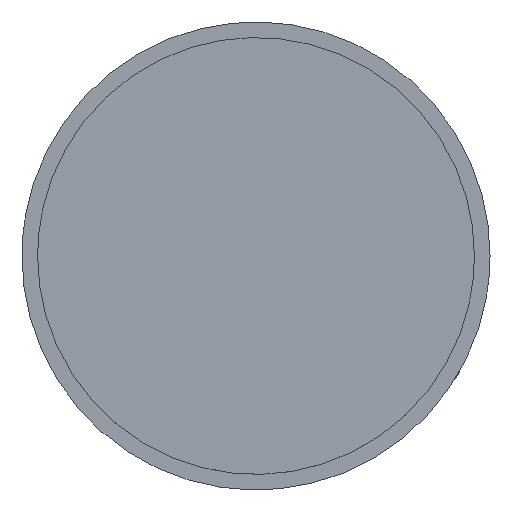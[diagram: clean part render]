
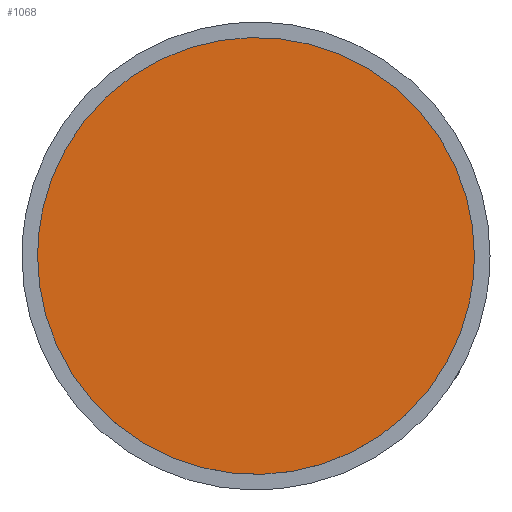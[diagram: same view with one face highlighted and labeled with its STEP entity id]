
A CAD part, top view. The second image highlights one B-rep face of the part: STEP entity #1068.
In plain terms, the highlighted planar face has unit normal (0, 0, 1).
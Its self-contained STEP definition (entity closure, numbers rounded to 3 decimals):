
#15=PLANE('',#5326);
#1068=ADVANCED_FACE('',(#1450),#15,.T.);
#1450=FACE_OUTER_BOUND('',#1832,.T.);
#1832=EDGE_LOOP('',(#3251,#3252));
#3251=ORIENTED_EDGE('',*,*,#4034,.T.);
#3252=ORIENTED_EDGE('',*,*,#4037,.T.);
#4034=EDGE_CURVE('',#4969,#4971,#4513,.T.);
#4037=EDGE_CURVE('',#4971,#4969,#4516,.T.);
#4513=(
BOUNDED_CURVE()
B_SPLINE_CURVE(2,(#15428,#15429,#15430,#15431,#15432),.UNSPECIFIED.,.F.,
 .F.)
B_SPLINE_CURVE_WITH_KNOTS((3,2,3),(0.,706.858,1413.717),
 .UNSPECIFIED.)
CURVE()
GEOMETRIC_REPRESENTATION_ITEM()
RATIONAL_B_SPLINE_CURVE((1.,0.707,1.,0.707,1.))
REPRESENTATION_ITEM('')
);
#4516=(
BOUNDED_CURVE()
B_SPLINE_CURVE(2,(#15440,#15441,#15442,#15443,#15444),.UNSPECIFIED.,.F.,
 .F.)
B_SPLINE_CURVE_WITH_KNOTS((3,2,3),(1413.717,2120.575,2827.433),
 .UNSPECIFIED.)
CURVE()
GEOMETRIC_REPRESENTATION_ITEM()
RATIONAL_B_SPLINE_CURVE((1.,0.707,1.,0.707,1.))
REPRESENTATION_ITEM('')
);
#4969=VERTEX_POINT('',#15418);
#4971=VERTEX_POINT('',#15420);
#5326=AXIS2_PLACEMENT_3D('',#15415,#5466,$);
#5466=DIRECTION('',(0.,0.,1.));
#15415=CARTESIAN_POINT('',(-525.,-7383.932,1461.387));
#15418=CARTESIAN_POINT('',(420.,-6858.932,1461.387));
#15420=CARTESIAN_POINT('',(-420.,-6858.932,1461.387));
#15428=CARTESIAN_POINT('',(420.,-6858.932,1461.387));
#15429=CARTESIAN_POINT('',(420.,-6438.932,1461.387));
#15430=CARTESIAN_POINT('',(0.,-6438.932,1461.387));
#15431=CARTESIAN_POINT('',(-420.,-6438.932,1461.387));
#15432=CARTESIAN_POINT('',(-420.,-6858.932,1461.387));
#15440=CARTESIAN_POINT('',(-420.,-6858.932,1461.387));
#15441=CARTESIAN_POINT('',(-420.,-7278.932,1461.387));
#15442=CARTESIAN_POINT('',(0.,-7278.932,1461.387));
#15443=CARTESIAN_POINT('',(420.,-7278.932,1461.387));
#15444=CARTESIAN_POINT('',(420.,-6858.932,1461.387));
